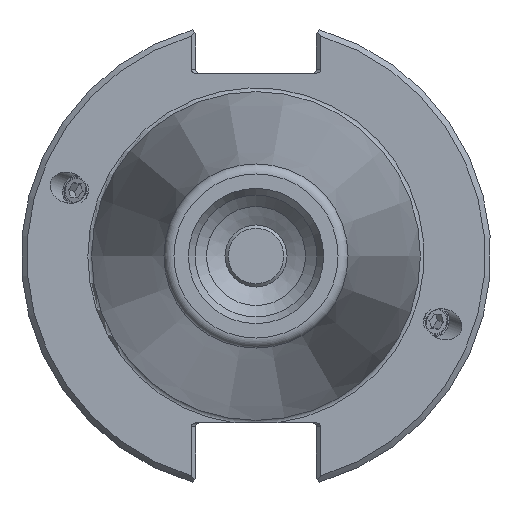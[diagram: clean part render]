
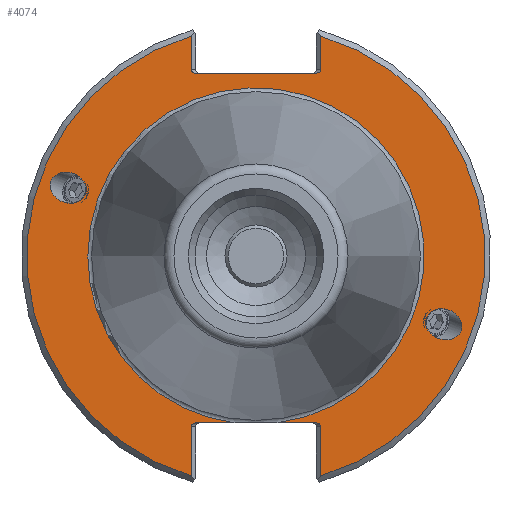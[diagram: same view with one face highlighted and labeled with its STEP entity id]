
A CAD part, left-side view. The second image highlights one B-rep face of the part: STEP entity #4074.
In plain terms, the highlighted planar face has unit normal (-1, 0, 0).
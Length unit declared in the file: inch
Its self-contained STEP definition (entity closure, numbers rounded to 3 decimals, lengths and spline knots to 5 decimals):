
#636=CARTESIAN_POINT('',(0.125,-0.90631,-0.32987));
#637=VERTEX_POINT('',#636);
#638=CARTESIAN_POINT('',(0.125,-0.99889,-0.36357));
#639=DIRECTION('',(1.0,0.,0.));
#640=DIRECTION('',(0.,-0.94,-0.342));
#641=AXIS2_PLACEMENT_3D('',#638,#639,#640);
#642=ELLIPSE('',#641,0.09853,0.08071);
#643=EDGE_CURVE('',#637,#637,#642,.T.);
#716=CARTESIAN_POINT('',(0.125,0.90631,0.32987));
#717=VERTEX_POINT('',#716);
#718=CARTESIAN_POINT('',(0.125,0.99889,0.36357));
#719=DIRECTION('',(1.0,0.,0.));
#720=DIRECTION('',(0.,0.94,0.342));
#721=AXIS2_PLACEMENT_3D('',#718,#719,#720);
#722=ELLIPSE('',#721,0.09853,0.08071);
#723=EDGE_CURVE('',#717,#717,#722,.T.);
#3120=CARTESIAN_POINT('',(0.125,0.345,0.992));
#3121=VERTEX_POINT('',#3120);
#3128=CARTESIAN_POINT('',(0.125,0.31672,0.972));
#3129=VERTEX_POINT('',#3128);
#3130=CARTESIAN_POINT('',(0.125,0.31672,0.992));
#3131=DIRECTION('',(-1.0,0.0,0.0));
#3132=DIRECTION('',(0.0,1.0,0.0));
#3133=AXIS2_PLACEMENT_3D('',#3130,#3131,#3132);
#3134=ELLIPSE('',#3133,0.02828,0.02);
#3135=EDGE_CURVE('',#3121,#3129,#3134,.T.);
#3220=CARTESIAN_POINT('',(0.125,0.345,1.1702));
#3221=VERTEX_POINT('',#3220);
#3228=CARTESIAN_POINT('',(0.125,0.345,1.1702));
#3229=DIRECTION('',(0.0,0.0,-1.0));
#3230=VECTOR('',#3229,0.1782);
#3231=LINE('',#3228,#3230);
#3232=EDGE_CURVE('',#3221,#3121,#3231,.T.);
#3332=CARTESIAN_POINT('',(0.125,-0.31672,0.972));
#3333=VERTEX_POINT('',#3332);
#3340=CARTESIAN_POINT('',(0.125,-0.345,0.992));
#3341=VERTEX_POINT('',#3340);
#3342=CARTESIAN_POINT('',(0.125,-0.31672,0.992));
#3343=DIRECTION('',(-1.0,0.0,0.0));
#3344=DIRECTION('',(0.0,-1.0,0.0));
#3345=AXIS2_PLACEMENT_3D('',#3342,#3343,#3344);
#3346=ELLIPSE('',#3345,0.02828,0.02);
#3347=EDGE_CURVE('',#3333,#3341,#3346,.T.);
#3397=CARTESIAN_POINT('',(0.125,-0.345,1.1702));
#3398=VERTEX_POINT('',#3397);
#3399=CARTESIAN_POINT('',(0.125,-0.345,0.992));
#3400=DIRECTION('',(0.0,0.0,1.0));
#3401=VECTOR('',#3400,0.1782);
#3402=LINE('',#3399,#3401);
#3403=EDGE_CURVE('',#3341,#3398,#3402,.T.);
#3421=CARTESIAN_POINT('',(0.125,-0.345,-0.908));
#3422=VERTEX_POINT('',#3421);
#3423=CARTESIAN_POINT('',(0.125,-0.31672,-0.888));
#3424=VERTEX_POINT('',#3423);
#3425=CARTESIAN_POINT('',(0.125,-0.31672,-0.908));
#3426=DIRECTION('',(-1.0,0.0,0.0));
#3427=DIRECTION('',(0.0,-1.0,0.0));
#3428=AXIS2_PLACEMENT_3D('',#3425,#3426,#3427);
#3429=ELLIPSE('',#3428,0.02828,0.02);
#3430=EDGE_CURVE('',#3422,#3424,#3429,.T.);
#3528=CARTESIAN_POINT('',(0.125,-0.345,-1.1702));
#3529=VERTEX_POINT('',#3528);
#3536=CARTESIAN_POINT('',(0.125,-0.345,-1.1702));
#3537=DIRECTION('',(0.0,0.0,1.0));
#3538=VECTOR('',#3537,0.2622);
#3539=LINE('',#3536,#3538);
#3540=EDGE_CURVE('',#3529,#3422,#3539,.T.);
#3640=CARTESIAN_POINT('',(0.125,0.31672,-0.888));
#3641=VERTEX_POINT('',#3640);
#3648=CARTESIAN_POINT('',(0.125,0.345,-0.908));
#3649=VERTEX_POINT('',#3648);
#3650=CARTESIAN_POINT('',(0.125,0.31672,-0.908));
#3651=DIRECTION('',(-1.0,0.0,0.0));
#3652=DIRECTION('',(0.0,1.0,0.0));
#3653=AXIS2_PLACEMENT_3D('',#3650,#3651,#3652);
#3654=ELLIPSE('',#3653,0.02828,0.02);
#3655=EDGE_CURVE('',#3641,#3649,#3654,.T.);
#3705=CARTESIAN_POINT('',(0.125,0.345,-1.1702));
#3706=VERTEX_POINT('',#3705);
#3707=CARTESIAN_POINT('',(0.125,0.345,-0.908));
#3708=DIRECTION('',(0.0,0.0,-1.0));
#3709=VECTOR('',#3708,0.2622);
#3710=LINE('',#3707,#3709);
#3711=EDGE_CURVE('',#3649,#3706,#3710,.T.);
#3778=CARTESIAN_POINT('',(0.125,0.31672,0.972));
#3779=DIRECTION('',(0.0,-1.0,0.0));
#3780=VECTOR('',#3779,0.63343);
#3781=LINE('',#3778,#3780);
#3782=EDGE_CURVE('',#3129,#3333,#3781,.T.);
#3986=CARTESIAN_POINT('',(0.125,-0.11172,-0.888));
#3987=VERTEX_POINT('',#3986);
#3988=CARTESIAN_POINT('',(0.125,0.11172,-0.888));
#3989=VERTEX_POINT('',#3988);
#4004=CARTESIAN_POINT('',(0.125,0.,0.0));
#4005=DIRECTION('',(-1.0,0.0,0.0));
#4006=DIRECTION('',(0.0,-1.0,0.0));
#4007=AXIS2_PLACEMENT_3D('',#4004,#4005,#4006);
#4008=CIRCLE('',#4007,0.895);
#4009=EDGE_CURVE('',#3987,#3989,#4008,.T.);
#4025=CARTESIAN_POINT('',(0.125,1.0625,0.0));
#4026=DIRECTION('',(-1.0,0.0,0.0));
#4027=DIRECTION('',(0.0,0.0,1.0));
#4028=AXIS2_PLACEMENT_3D('',#4025,#4026,#4027);
#4029=PLANE('',#4028);
#4030=ORIENTED_EDGE('',*,*,#4009,.F.);
#4031=CARTESIAN_POINT('',(0.125,-0.31672,-0.888));
#4032=DIRECTION('',(0.0,1.0,0.0));
#4033=VECTOR('',#4032,0.205);
#4034=LINE('',#4031,#4033);
#4035=EDGE_CURVE('',#3424,#3987,#4034,.T.);
#4036=ORIENTED_EDGE('',*,*,#4035,.F.);
#4037=ORIENTED_EDGE('',*,*,#3430,.F.);
#4038=ORIENTED_EDGE('',*,*,#3540,.F.);
#4039=CARTESIAN_POINT('',(0.125,0.,0.0));
#4040=DIRECTION('',(1.0,0.0,0.0));
#4041=DIRECTION('',(0.0,-1.0,0.0));
#4042=AXIS2_PLACEMENT_3D('',#4039,#4040,#4041);
#4043=CIRCLE('',#4042,1.22);
#4044=EDGE_CURVE('',#3398,#3529,#4043,.T.);
#4045=ORIENTED_EDGE('',*,*,#4044,.F.);
#4046=ORIENTED_EDGE('',*,*,#3403,.F.);
#4047=ORIENTED_EDGE('',*,*,#3347,.F.);
#4048=ORIENTED_EDGE('',*,*,#3782,.F.);
#4049=ORIENTED_EDGE('',*,*,#3135,.F.);
#4050=ORIENTED_EDGE('',*,*,#3232,.F.);
#4051=CARTESIAN_POINT('',(0.125,0.,0.0));
#4052=DIRECTION('',(1.0,0.0,0.0));
#4053=DIRECTION('',(0.0,1.0,0.0));
#4054=AXIS2_PLACEMENT_3D('',#4051,#4052,#4053);
#4055=CIRCLE('',#4054,1.22);
#4056=EDGE_CURVE('',#3706,#3221,#4055,.T.);
#4057=ORIENTED_EDGE('',*,*,#4056,.F.);
#4058=ORIENTED_EDGE('',*,*,#3711,.F.);
#4059=ORIENTED_EDGE('',*,*,#3655,.F.);
#4060=CARTESIAN_POINT('',(0.125,0.11172,-0.888));
#4061=DIRECTION('',(0.0,1.0,0.0));
#4062=VECTOR('',#4061,0.205);
#4063=LINE('',#4060,#4062);
#4064=EDGE_CURVE('',#3989,#3641,#4063,.T.);
#4065=ORIENTED_EDGE('',*,*,#4064,.F.);
#4066=EDGE_LOOP('',(#4030,#4036,#4037,#4038,#4045,#4046,#4047,#4048,#4049,#4050,#4057,#4058,#4059,#4065));
#4067=FACE_OUTER_BOUND('',#4066,.T.);
#4068=ORIENTED_EDGE('',*,*,#643,.T.);
#4069=EDGE_LOOP('',(#4068));
#4070=FACE_BOUND('',#4069,.T.);
#4071=ORIENTED_EDGE('',*,*,#723,.T.);
#4072=EDGE_LOOP('',(#4071));
#4073=FACE_BOUND('',#4072,.T.);
#4074=ADVANCED_FACE('',(#4067,#4070,#4073),#4029,.T.);
